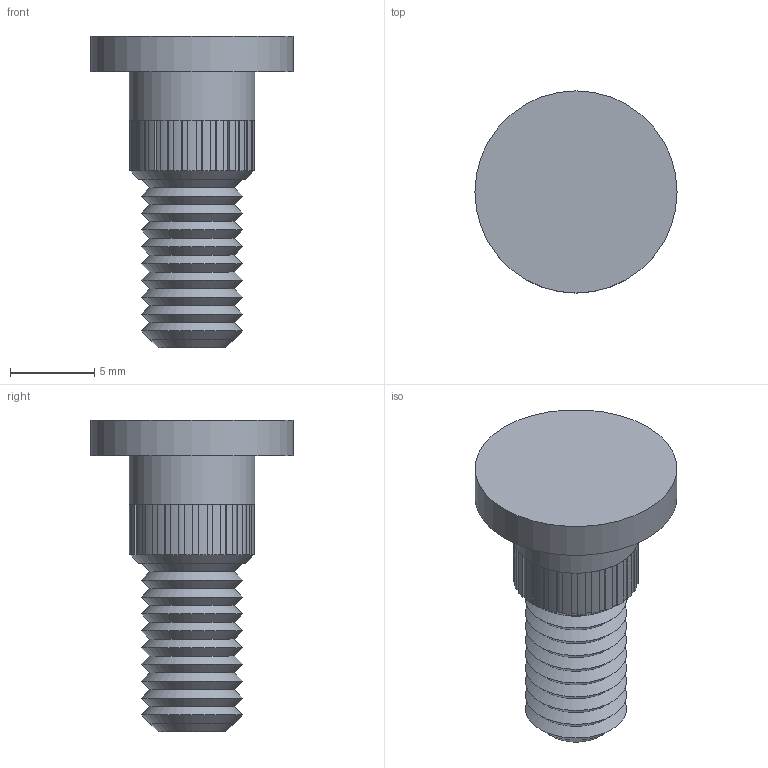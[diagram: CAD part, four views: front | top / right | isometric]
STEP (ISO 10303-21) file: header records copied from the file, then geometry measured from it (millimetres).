
FILE_DESCRIPTION(/* description */ (''),/* implementation_level */ '2;1');
FILE_NAME(/* name */ 'WURTH_7461127.stp',/* time_stamp */ '2015-03-25T11:36:01+01:00',/* author */ ('admchouv'),/* organization */ (''),/* preprocessor_version */ 'ST-DEVELOPER v15.5',/* originating_system */ 'AutoCAD Mechanical',/* authorisation */ '');
FILE_SCHEMA (('AUTOMOTIVE_DESIGN { 1 0 10303 214 3 1 1 }'));
Length unit declared in the file: millimetre
Products named in the file (1): Product
Bounding box: 12 x 12 x 18.5 mm (x, y, z)
Volume: 746.8 mm3; surface area: 1299.4 mm2
Topology: 41 solids, 41 shells, 206 faces, 399 edges, 256 vertices
Faces by surface type: plane 117, cylinder 68, cone 21
Full cylindrical faces by diameter (mm): 5 x11, 7.319 x1, 7.45 x1, 12 x1
Entity records: 5088 total; most frequent: DIRECTION 926, CARTESIAN_POINT 827, ORIENTED_EDGE 728, EDGE_CURVE 364, AXIS2_PLACEMENT_3D 355, VERTEX_POINT 256, EDGE_LOOP 242, LINE 216
